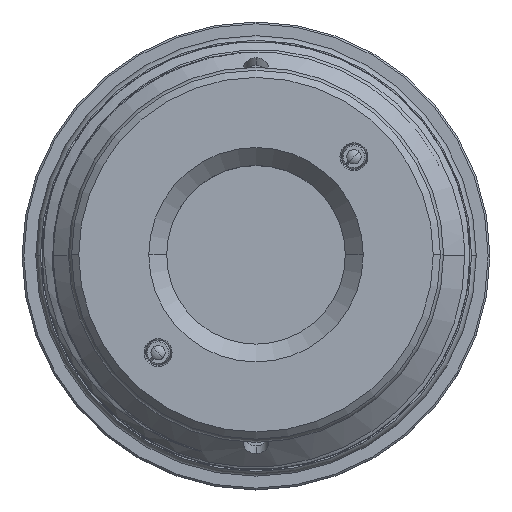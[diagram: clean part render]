
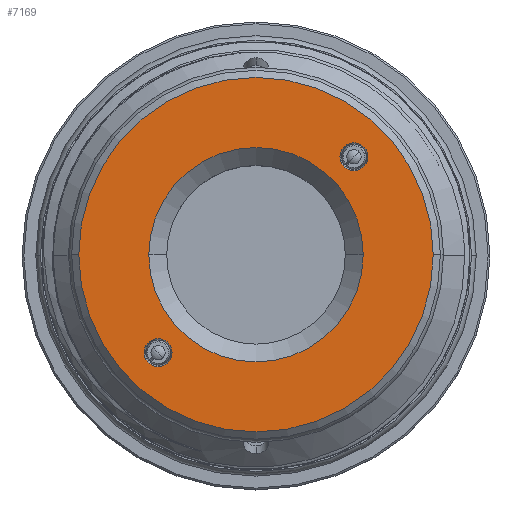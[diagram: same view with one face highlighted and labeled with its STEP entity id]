
A CAD part, top view. The second image highlights one B-rep face of the part: STEP entity #7169.
In plain terms, the highlighted planar face has unit normal (0, 0, 1).
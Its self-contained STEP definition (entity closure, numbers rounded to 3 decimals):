
#248 = DIRECTION ( 'NONE',  ( 1., 0., 0. ) ) ;
#813 = EDGE_CURVE ( 'NONE', #7011, #13899, #16911, .T. ) ;
#943 = EDGE_CURVE ( 'NONE', #12677, #16262, #5119, .T. ) ;
#957 = CARTESIAN_POINT ( 'NONE',  ( 0., 0., 85.95 ) ) ;
#994 = FACE_BOUND ( 'NONE', #7440, .T. ) ;
#1400 = DIRECTION ( 'NONE',  ( 0., 0., -1. ) ) ;
#1892 = DIRECTION ( 'NONE',  ( -1., 0., 0. ) ) ;
#1925 = CARTESIAN_POINT ( 'NONE',  ( 12.521, 10.96, 85.95 ) ) ;
#1940 = CIRCLE ( 'NONE', #13081, 19.84 ) ;
#2044 = DIRECTION ( 'NONE',  ( 0., 0., -1. ) ) ;
#2173 = VERTEX_POINT ( 'NONE', #6387 ) ;
#2403 = DIRECTION ( 'NONE',  ( 1., 0., 0. ) ) ;
#3150 = DIRECTION ( 'NONE',  ( 0., 0., -1. ) ) ;
#3168 = EDGE_CURVE ( 'NONE', #2173, #9615, #17324, .T. ) ;
#3369 = DIRECTION ( 'NONE',  ( 1., 0., 0. ) ) ;
#3577 = DIRECTION ( 'NONE',  ( 1., 0., 0. ) ) ;
#4590 = CARTESIAN_POINT ( 'NONE',  ( 0., 0., 85.95 ) ) ;
#4778 = CARTESIAN_POINT ( 'NONE',  ( 9.399, 10.96, 85.95 ) ) ;
#4797 = FACE_OUTER_BOUND ( 'NONE', #17462, .T. ) ;
#5119 = CIRCLE ( 'NONE', #6854, 1.561 ) ;
#5457 = EDGE_CURVE ( 'NONE', #13899, #7011, #1940, .T. ) ;
#5649 = EDGE_LOOP ( 'NONE', ( #16705, #14159 ) ) ;
#6152 = CARTESIAN_POINT ( 'NONE',  ( -12., 0., 85.95 ) ) ;
#6224 = DIRECTION ( 'NONE',  ( -1., 0., 0. ) ) ;
#6262 = PLANE ( 'NONE',  #8810 ) ;
#6368 = DIRECTION ( 'NONE',  ( 0., 0., 1. ) ) ;
#6387 = CARTESIAN_POINT ( 'NONE',  ( -9.399, -10.96, 85.95 ) ) ;
#6466 = CIRCLE ( 'NONE', #16098, 1.561 ) ;
#6854 = AXIS2_PLACEMENT_3D ( 'NONE', #16110, #2044, #6224 ) ;
#7011 = VERTEX_POINT ( 'NONE', #14264 ) ;
#7169 = ADVANCED_FACE ( 'NONE', ( #994, #15459, #4797, #8142 ), #6262, .T. ) ;
#7440 = EDGE_LOOP ( 'NONE', ( #12530, #16735 ) ) ;
#7579 = AXIS2_PLACEMENT_3D ( 'NONE', #7650, #17521, #3369 ) ;
#7650 = CARTESIAN_POINT ( 'NONE',  ( 0., 0., 85.95 ) ) ;
#7743 = DIRECTION ( 'NONE',  ( 1., 0., 0. ) ) ;
#7863 = CARTESIAN_POINT ( 'NONE',  ( 20.64, 0., 85.95 ) ) ;
#8080 = VERTEX_POINT ( 'NONE', #6152 ) ;
#8142 = FACE_BOUND ( 'NONE', #5649, .T. ) ;
#8273 = CARTESIAN_POINT ( 'NONE',  ( -19.84, 0., 85.95 ) ) ;
#8309 = CARTESIAN_POINT ( 'NONE',  ( 0., 0., 85.95 ) ) ;
#8370 = DIRECTION ( 'NONE',  ( 1., 0., 0. ) ) ;
#8810 = AXIS2_PLACEMENT_3D ( 'NONE', #7863, #6368, #7743 ) ;
#9437 = ORIENTED_EDGE ( 'NONE', *, *, #5457, .T. ) ;
#9572 = CIRCLE ( 'NONE', #14164, 12. ) ;
#9615 = VERTEX_POINT ( 'NONE', #17773 ) ;
#9732 = AXIS2_PLACEMENT_3D ( 'NONE', #14767, #17665, #3577 ) ;
#10904 = DIRECTION ( 'NONE',  ( 0., 0., 1. ) ) ;
#11237 = ORIENTED_EDGE ( 'NONE', *, *, #813, .T. ) ;
#11655 = CARTESIAN_POINT ( 'NONE',  ( -10.96, -10.96, 85.95 ) ) ;
#11748 = CIRCLE ( 'NONE', #7579, 12. ) ;
#11749 = DIRECTION ( 'NONE',  ( 0., 0., 1. ) ) ;
#12428 = CIRCLE ( 'NONE', #15434, 1.561 ) ;
#12530 = ORIENTED_EDGE ( 'NONE', *, *, #943, .T. ) ;
#12568 = ORIENTED_EDGE ( 'NONE', *, *, #13096, .T. ) ;
#12677 = VERTEX_POINT ( 'NONE', #1925 ) ;
#13081 = AXIS2_PLACEMENT_3D ( 'NONE', #957, #10904, #2403 ) ;
#13096 = EDGE_CURVE ( 'NONE', #14218, #8080, #9572, .T. ) ;
#13326 = CARTESIAN_POINT ( 'NONE',  ( 10.96, 10.96, 85.95 ) ) ;
#13566 = EDGE_CURVE ( 'NONE', #16262, #12677, #6466, .T. ) ;
#13875 = AXIS2_PLACEMENT_3D ( 'NONE', #4590, #11749, #248 ) ;
#13899 = VERTEX_POINT ( 'NONE', #8273 ) ;
#14159 = ORIENTED_EDGE ( 'NONE', *, *, #3168, .T. ) ;
#14164 = AXIS2_PLACEMENT_3D ( 'NONE', #8309, #1400, #8370 ) ;
#14218 = VERTEX_POINT ( 'NONE', #17826 ) ;
#14264 = CARTESIAN_POINT ( 'NONE',  ( 19.84, 0., 85.95 ) ) ;
#14767 = CARTESIAN_POINT ( 'NONE',  ( -10.96, -10.96, 85.95 ) ) ;
#15434 = AXIS2_PLACEMENT_3D ( 'NONE', #11655, #3150, #17224 ) ;
#15459 = FACE_BOUND ( 'NONE', #17063, .T. ) ;
#16098 = AXIS2_PLACEMENT_3D ( 'NONE', #13326, #16253, #1892 ) ;
#16110 = CARTESIAN_POINT ( 'NONE',  ( 10.96, 10.96, 85.95 ) ) ;
#16172 = EDGE_CURVE ( 'NONE', #8080, #14218, #11748, .T. ) ;
#16253 = DIRECTION ( 'NONE',  ( 0., 0., -1. ) ) ;
#16262 = VERTEX_POINT ( 'NONE', #4778 ) ;
#16514 = ORIENTED_EDGE ( 'NONE', *, *, #16172, .T. ) ;
#16705 = ORIENTED_EDGE ( 'NONE', *, *, #18309, .T. ) ;
#16735 = ORIENTED_EDGE ( 'NONE', *, *, #13566, .T. ) ;
#16911 = CIRCLE ( 'NONE', #13875, 19.84 ) ;
#17063 = EDGE_LOOP ( 'NONE', ( #12568, #16514 ) ) ;
#17224 = DIRECTION ( 'NONE',  ( 1., 0., 0. ) ) ;
#17324 = CIRCLE ( 'NONE', #9732, 1.561 ) ;
#17462 = EDGE_LOOP ( 'NONE', ( #9437, #11237 ) ) ;
#17521 = DIRECTION ( 'NONE',  ( 0., 0., -1. ) ) ;
#17665 = DIRECTION ( 'NONE',  ( 0., 0., -1. ) ) ;
#17773 = CARTESIAN_POINT ( 'NONE',  ( -12.521, -10.96, 85.95 ) ) ;
#17826 = CARTESIAN_POINT ( 'NONE',  ( 12., 0., 85.95 ) ) ;
#18309 = EDGE_CURVE ( 'NONE', #9615, #2173, #12428, .T. ) ;
